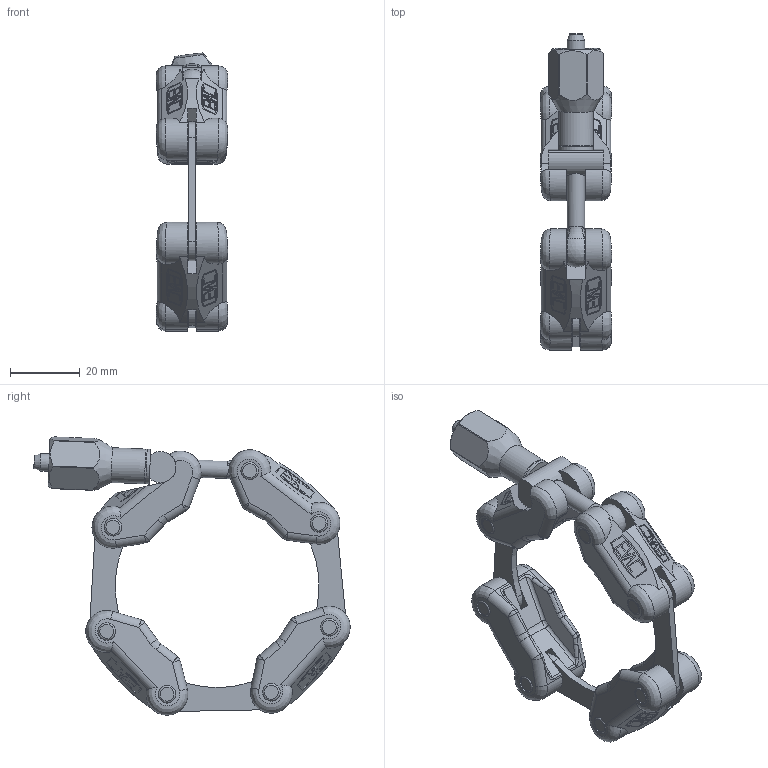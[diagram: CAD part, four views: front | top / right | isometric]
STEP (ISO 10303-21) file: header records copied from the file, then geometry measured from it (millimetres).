
FILE_DESCRIPTION(/* description */ (''),/* implementation_level */ '2;1');
FILE_NAME(/* name */ '30.040019.159.540',/* time_stamp */ '2018-07-17T14:16:21+02:00',/* author */ ('Murat Coskun Bicak'),/* organization */ ('Evac AG'),/* preprocessor_version */ 'ST-DEVELOPER v16.7',/* originating_system */ 'DEX',/* authorisation */ $);
FILE_SCHEMA (('AUTOMOTIVE_DESIGN {1 0 10303 214 3 1 1}'));
Length unit declared in the file: millimetre
Products named in the file (10): 30.040019.159.540; 03.236.004-ALTF; 03.020.008-IXMY; 03.236.005-ALTF; 03.236.006-ALTF; 03.031.030-IX; 03.034.001-IXMY; 03.036.002-AL; 00.1505.00-IXMY; 03.037.003-IX
Assembly tree (18 placements, depth 2):
  30.040019.159.540
    03.236.004-ALTF  x2
    03.020.008-IXMY  x7
    03.236.005-ALTF
    03.236.006-ALTF
    03.031.030-IX  x3
    03.034.001-IXMY
    03.036.002-AL
    00.1505.00-IXMY
    03.037.003-IX
Bounding box: 20.49 x 90.86 x 79.92 mm (x, y, z)
Volume: 33447.2 mm3; surface area: 21935.5 mm2
Topology: 18 solids, 18 shells, 843 faces, 2318 edges, 1537 vertices
Faces by surface type: plane 528, cylinder 169, bspline 122, torus 17, cone 6, sphere 1
Full cylindrical faces by diameter (mm): 4.134 x1, 5 x16, 5.1 x14, 5.2 x1, 5.3 x1, 8 x1, 10 x2
Entity records: 23063 total; most frequent: CARTESIAN_POINT 8433, ORIENTED_EDGE 3242, DIRECTION 2397, EDGE_CURVE 1621, VERTEX_POINT 1102, LINE 1031, VECTOR 1031, EDGE_LOOP 689
